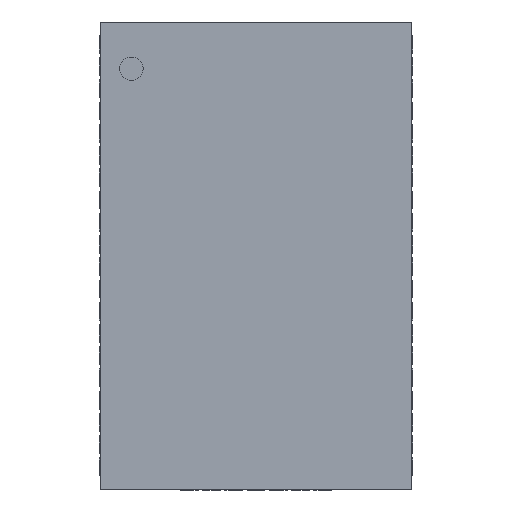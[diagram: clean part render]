
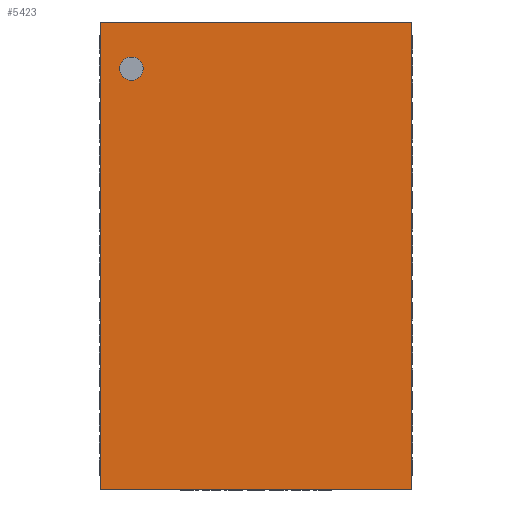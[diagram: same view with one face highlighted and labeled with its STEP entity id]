
A CAD part, top view. The second image highlights one B-rep face of the part: STEP entity #5423.
In plain terms, the highlighted planar face has unit normal (0, 0, 1).
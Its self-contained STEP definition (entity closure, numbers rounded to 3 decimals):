
#585 = CARTESIAN_POINT ( 'NONE',  ( -8.89, -13.335, 3.353 ) ) ;
#803 = LINE ( 'NONE', #1759, #7421 ) ;
#1095 = EDGE_CURVE ( 'NONE', #1382, #8950, #1702, .T. ) ;
#1225 = ORIENTED_EDGE ( 'NONE', *, *, #1095, .F. ) ;
#1382 = VERTEX_POINT ( 'NONE', #3615 ) ;
#1454 = DIRECTION ( 'NONE',  ( 1., 0., 0. ) ) ;
#1702 = LINE ( 'NONE', #10207, #2921 ) ;
#1759 = CARTESIAN_POINT ( 'NONE',  ( -8.89, -13.335, 3.353 ) ) ;
#2424 = DIRECTION ( 'NONE',  ( 0., -1., 0. ) ) ;
#2622 = CARTESIAN_POINT ( 'NONE',  ( 8.89, -13.335, 3.353 ) ) ;
#2921 = VECTOR ( 'NONE', #2424, 1000. ) ;
#2953 = DIRECTION ( 'NONE',  ( 0., 1., 0. ) ) ;
#3615 = CARTESIAN_POINT ( 'NONE',  ( 8.89, 13.335, 3.353 ) ) ;
#3729 = VECTOR ( 'NONE', #9040, 1000. ) ;
#4798 = CARTESIAN_POINT ( 'NONE',  ( -8.89, -13.335, 3.353 ) ) ;
#5071 = ORIENTED_EDGE ( 'NONE', *, *, #8110, .F. ) ;
#5423 = ADVANCED_FACE ( 'NONE', ( #7960 ), #6572, .T. ) ;
#5447 = ORIENTED_EDGE ( 'NONE', *, *, #11143, .F. ) ;
#5620 = CARTESIAN_POINT ( 'NONE',  ( 8.89, 13.335, 3.353 ) ) ;
#5864 = AXIS2_PLACEMENT_3D ( 'NONE', #585, #6612, #1454 ) ;
#6011 = LINE ( 'NONE', #5620, #3729 ) ;
#6443 = VECTOR ( 'NONE', #2953, 1000. ) ;
#6572 = PLANE ( 'NONE',  #5864 ) ;
#6612 = DIRECTION ( 'NONE',  ( 0., 0., 1. ) ) ;
#6909 = DIRECTION ( 'NONE',  ( -1., 0., 0. ) ) ;
#6951 = CARTESIAN_POINT ( 'NONE',  ( -8.89, 13.335, 3.353 ) ) ;
#7421 = VECTOR ( 'NONE', #6909, 1000. ) ;
#7586 = EDGE_CURVE ( 'NONE', #8950, #8231, #803, .T. ) ;
#7610 = VERTEX_POINT ( 'NONE', #6951 ) ;
#7960 = FACE_OUTER_BOUND ( 'NONE', #9675, .T. ) ;
#8110 = EDGE_CURVE ( 'NONE', #8231, #7610, #8985, .T. ) ;
#8231 = VERTEX_POINT ( 'NONE', #4798 ) ;
#8900 = ORIENTED_EDGE ( 'NONE', *, *, #7586, .F. ) ;
#8931 = CARTESIAN_POINT ( 'NONE',  ( -8.89, 13.335, 3.353 ) ) ;
#8950 = VERTEX_POINT ( 'NONE', #2622 ) ;
#8985 = LINE ( 'NONE', #8931, #6443 ) ;
#9040 = DIRECTION ( 'NONE',  ( 1., 0., 0. ) ) ;
#9675 = EDGE_LOOP ( 'NONE', ( #5447, #5071, #8900, #1225 ) ) ;
#10207 = CARTESIAN_POINT ( 'NONE',  ( 8.89, -13.335, 3.353 ) ) ;
#11143 = EDGE_CURVE ( 'NONE', #7610, #1382, #6011, .T. ) ;
